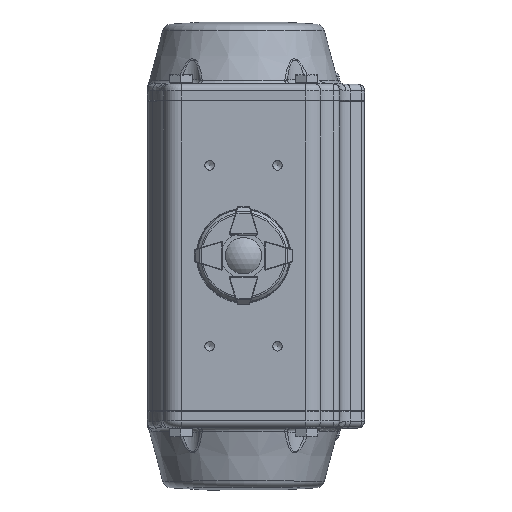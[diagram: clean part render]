
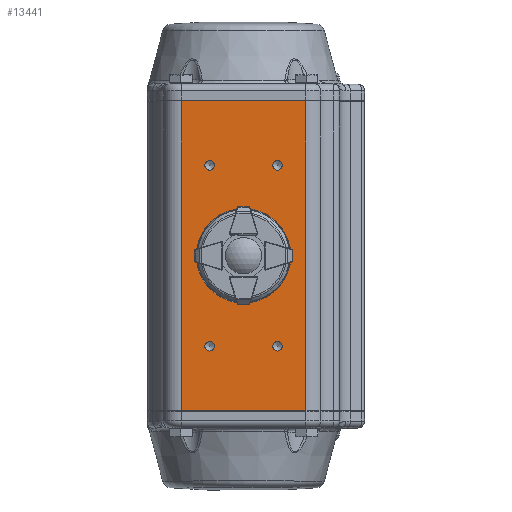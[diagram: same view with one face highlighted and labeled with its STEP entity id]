
A CAD part, top view. The second image highlights one B-rep face of the part: STEP entity #13441.
In plain terms, the highlighted face is planar.
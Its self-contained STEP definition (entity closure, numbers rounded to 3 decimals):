
#704=PLANE('',#14839);
#1349=CIRCLE('',#14463,2.1);
#1351=CIRCLE('',#14467,2.1);
#1353=CIRCLE('',#14471,2.1);
#1355=CIRCLE('',#14475,2.1);
#1357=CIRCLE('',#14478,15.8);
#4542=ORIENTED_EDGE('',*,*,#6523,.F.);
#4543=ORIENTED_EDGE('',*,*,#6591,.F.);
#4544=ORIENTED_EDGE('',*,*,#6559,.T.);
#4545=ORIENTED_EDGE('',*,*,#6592,.T.);
#4546=ORIENTED_EDGE('',*,*,#6185,.T.);
#4547=ORIENTED_EDGE('',*,*,#6177,.F.);
#4548=ORIENTED_EDGE('',*,*,#6179,.F.);
#4549=ORIENTED_EDGE('',*,*,#6181,.F.);
#4550=ORIENTED_EDGE('',*,*,#6183,.F.);
#6177=EDGE_CURVE('',#7632,#7632,#1349,.T.);
#6179=EDGE_CURVE('',#7635,#7635,#1351,.T.);
#6181=EDGE_CURVE('',#7638,#7638,#1353,.T.);
#6183=EDGE_CURVE('',#7641,#7641,#1355,.T.);
#6185=EDGE_CURVE('',#7643,#7643,#1357,.T.);
#6523=EDGE_CURVE('',#7852,#7853,#8643,.T.);
#6559=EDGE_CURVE('',#7889,#7888,#8658,.T.);
#6591=EDGE_CURVE('',#7889,#7852,#8673,.T.);
#6592=EDGE_CURVE('',#7888,#7853,#8674,.T.);
#7632=VERTEX_POINT('',#23201);
#7635=VERTEX_POINT('',#23208);
#7638=VERTEX_POINT('',#23215);
#7641=VERTEX_POINT('',#23222);
#7643=VERTEX_POINT('',#23227);
#7852=VERTEX_POINT('',#25836);
#7853=VERTEX_POINT('',#25838);
#7888=VERTEX_POINT('',#25909);
#7889=VERTEX_POINT('',#25911);
#8643=LINE('',#25837,#9417);
#8658=LINE('',#25910,#9432);
#8673=LINE('',#25973,#9447);
#8674=LINE('',#25975,#9448);
#9417=VECTOR('',#17914,1000.);
#9432=VECTOR('',#17973,1000.);
#9447=VECTOR('',#18030,1000.);
#9448=VECTOR('',#18033,1000.);
#10416=EDGE_LOOP('',(#4542,#4543,#4544,#4545));
#10417=EDGE_LOOP('',(#4546));
#10418=EDGE_LOOP('',(#4547));
#10419=EDGE_LOOP('',(#4548));
#10420=EDGE_LOOP('',(#4549));
#10421=EDGE_LOOP('',(#4550));
#11395=FACE_BOUND('',#10416,.T.);
#11396=FACE_BOUND('',#10417,.T.);
#11397=FACE_BOUND('',#10418,.T.);
#11398=FACE_BOUND('',#10419,.T.);
#11399=FACE_BOUND('',#10420,.T.);
#11400=FACE_BOUND('',#10421,.T.);
#13441=ADVANCED_FACE('',(#11395,#11396,#11397,#11398,#11399,#11400),#704,
 .T.);
#14463=AXIS2_PLACEMENT_3D('',#23200,#17208,#17209);
#14467=AXIS2_PLACEMENT_3D('',#23207,#17216,#17217);
#14471=AXIS2_PLACEMENT_3D('',#23214,#17224,#17225);
#14475=AXIS2_PLACEMENT_3D('',#23221,#17232,#17233);
#14478=AXIS2_PLACEMENT_3D('',#23226,#17238,#17239);
#14839=AXIS2_PLACEMENT_3D('',#26109,#18171,#18172);
#17208=DIRECTION('',(0.,1.,0.));
#17209=DIRECTION('',(0.,0.,1.));
#17216=DIRECTION('',(0.,1.,0.));
#17217=DIRECTION('',(0.,0.,1.));
#17224=DIRECTION('',(0.,1.,0.));
#17225=DIRECTION('',(0.,0.,1.));
#17232=DIRECTION('',(0.,1.,0.));
#17233=DIRECTION('',(0.,0.,1.));
#17238=DIRECTION('',(0.,-1.,0.));
#17239=DIRECTION('',(-1.,0.,0.));
#17914=DIRECTION('',(1.,0.,0.));
#17973=DIRECTION('',(1.,0.,0.));
#18030=DIRECTION('',(0.,0.,-1.));
#18033=DIRECTION('',(0.,0.,-1.));
#18171=DIRECTION('',(0.,1.,0.));
#18172=DIRECTION('',(1.,0.,0.));
#23200=CARTESIAN_POINT('',(15.,51.,40.));
#23201=CARTESIAN_POINT('',(15.,51.,42.1));
#23207=CARTESIAN_POINT('',(-15.,51.,40.));
#23208=CARTESIAN_POINT('',(-15.,51.,42.1));
#23214=CARTESIAN_POINT('',(15.,51.,-40.));
#23215=CARTESIAN_POINT('',(15.,51.,-37.9));
#23221=CARTESIAN_POINT('',(-15.,51.,-40.));
#23222=CARTESIAN_POINT('',(-15.,51.,-37.9));
#23226=CARTESIAN_POINT('',(0.,51.,0.));
#23227=CARTESIAN_POINT('',(-15.8,51.,0.));
#25836=CARTESIAN_POINT('',(-27.474,51.,-68.5));
#25837=CARTESIAN_POINT('',(-27.474,51.,-68.5));
#25838=CARTESIAN_POINT('',(27.474,51.,-68.5));
#25909=CARTESIAN_POINT('',(27.474,51.,68.5));
#25910=CARTESIAN_POINT('',(-27.474,51.,68.5));
#25911=CARTESIAN_POINT('',(-27.474,51.,68.5));
#25973=CARTESIAN_POINT('',(-27.474,51.,68.5));
#25975=CARTESIAN_POINT('',(27.474,51.,68.5));
#26109=CARTESIAN_POINT('',(-27.474,51.,68.5));
